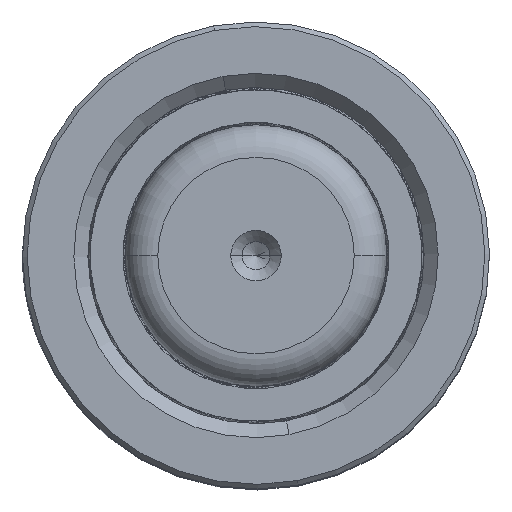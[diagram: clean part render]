
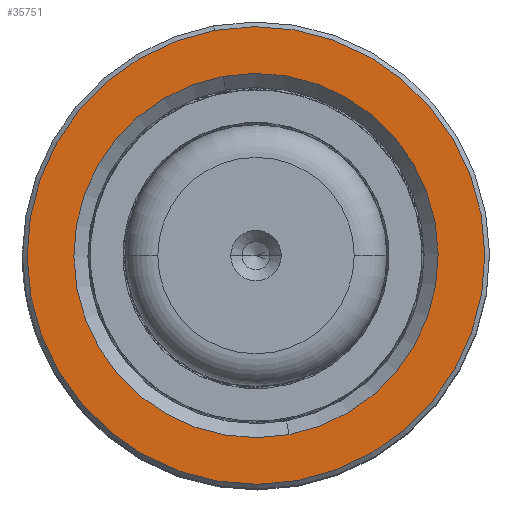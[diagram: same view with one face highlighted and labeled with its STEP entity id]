
A CAD part, top view. The second image highlights one B-rep face of the part: STEP entity #35751.
In plain terms, the highlighted planar face has unit normal (0, 0, 1).
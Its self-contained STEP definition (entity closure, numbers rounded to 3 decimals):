
#610 = EDGE_CURVE ( 'NONE', #36593, #41662, #29305, .T. ) ;
#779 = DIRECTION ( 'NONE',  ( 1., 0., 0. ) ) ;
#1458 = CARTESIAN_POINT ( 'NONE',  ( 0., 0., 60. ) ) ;
#3525 = DIRECTION ( 'NONE',  ( 1., 0., 0. ) ) ;
#6171 = FACE_BOUND ( 'NONE', #36935, .T. ) ;
#6198 = CARTESIAN_POINT ( 'NONE',  ( 0., 0., 60. ) ) ;
#10436 = CARTESIAN_POINT ( 'NONE',  ( -24.5, 0., 60. ) ) ;
#10437 = DIRECTION ( 'NONE',  ( 0., 0., -1. ) ) ;
#12415 = ORIENTED_EDGE ( 'NONE', *, *, #610, .T. ) ;
#13686 = EDGE_CURVE ( 'NONE', #23049, #33090, #22780, .T. ) ;
#14770 = PLANE ( 'NONE',  #39381 ) ;
#16823 = AXIS2_PLACEMENT_3D ( 'NONE', #43980, #24251, #20705 ) ;
#17597 = CARTESIAN_POINT ( 'NONE',  ( -19.5, 0., 60. ) ) ;
#19051 = CIRCLE ( 'NONE', #21080, 19.5 ) ;
#19863 = AXIS2_PLACEMENT_3D ( 'NONE', #1458, #32440, #779 ) ;
#20705 = DIRECTION ( 'NONE',  ( 1., 0., 0. ) ) ;
#21080 = AXIS2_PLACEMENT_3D ( 'NONE', #6198, #10437, #37633 ) ;
#22780 = CIRCLE ( 'NONE', #19863, 24.5 ) ;
#23049 = VERTEX_POINT ( 'NONE', #23577 ) ;
#23577 = CARTESIAN_POINT ( 'NONE',  ( 24.5, 0., 60. ) ) ;
#23947 = CIRCLE ( 'NONE', #16823, 24.5 ) ;
#24251 = DIRECTION ( 'NONE',  ( 0., 0., 1. ) ) ;
#24846 = ORIENTED_EDGE ( 'NONE', *, *, #31519, .T. ) ;
#26545 = CARTESIAN_POINT ( 'NONE',  ( 0., 0., 60. ) ) ;
#29229 = EDGE_CURVE ( 'NONE', #33090, #23049, #23947, .T. ) ;
#29284 = ORIENTED_EDGE ( 'NONE', *, *, #13686, .T. ) ;
#29305 = CIRCLE ( 'NONE', #35899, 19.5 ) ;
#29720 = EDGE_LOOP ( 'NONE', ( #32039, #29284 ) ) ;
#30812 = DIRECTION ( 'NONE',  ( 0., 0., -1. ) ) ;
#31519 = EDGE_CURVE ( 'NONE', #41662, #36593, #19051, .T. ) ;
#32039 = ORIENTED_EDGE ( 'NONE', *, *, #29229, .T. ) ;
#32440 = DIRECTION ( 'NONE',  ( 0., 0., 1. ) ) ;
#33090 = VERTEX_POINT ( 'NONE', #10436 ) ;
#34532 = DIRECTION ( 'NONE',  ( 1., 0., 0. ) ) ;
#35751 = ADVANCED_FACE ( 'NONE', ( #40833, #6171 ), #14770, .T. ) ;
#35899 = AXIS2_PLACEMENT_3D ( 'NONE', #26545, #30812, #34532 ) ;
#36593 = VERTEX_POINT ( 'NONE', #37577 ) ;
#36935 = EDGE_LOOP ( 'NONE', ( #12415, #24846 ) ) ;
#37577 = CARTESIAN_POINT ( 'NONE',  ( 19.5, 0., 60. ) ) ;
#37633 = DIRECTION ( 'NONE',  ( 1., 0., 0. ) ) ;
#39381 = AXIS2_PLACEMENT_3D ( 'NONE', #42119, #42615, #3525 ) ;
#40833 = FACE_OUTER_BOUND ( 'NONE', #29720, .T. ) ;
#41662 = VERTEX_POINT ( 'NONE', #17597 ) ;
#42119 = CARTESIAN_POINT ( 'NONE',  ( 0., 0., 60. ) ) ;
#42615 = DIRECTION ( 'NONE',  ( 0., 0., 1. ) ) ;
#43980 = CARTESIAN_POINT ( 'NONE',  ( 0., 0., 60. ) ) ;
